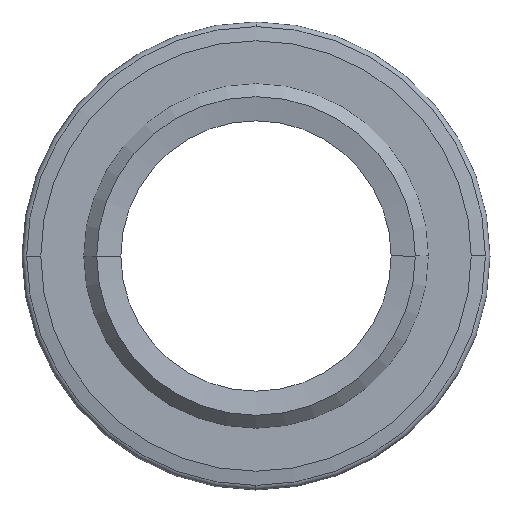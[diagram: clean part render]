
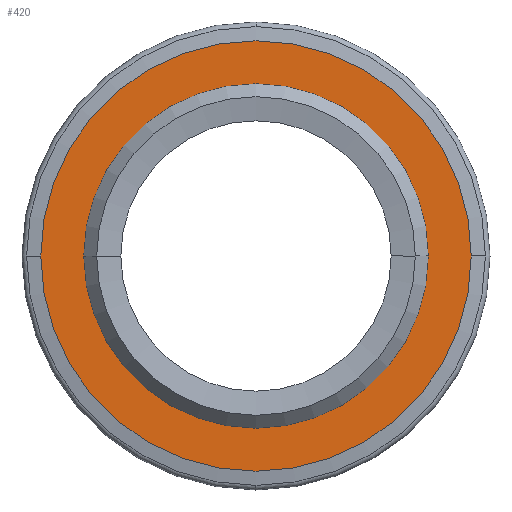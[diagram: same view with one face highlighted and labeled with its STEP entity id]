
A CAD part, left-side view. The second image highlights one B-rep face of the part: STEP entity #420.
In plain terms, the highlighted planar face has unit normal (-1, 0, 0).
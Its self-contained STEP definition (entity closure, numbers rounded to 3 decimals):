
#3 = CARTESIAN_POINT ( 'NONE',  ( 7.483, 10.494, 0. ) ) ;
#10 = CIRCLE ( 'NONE', #534, 11.659 ) ;
#22 = EDGE_CURVE ( 'NONE', #444, #47, #499, .T. ) ;
#44 = CARTESIAN_POINT ( 'NONE',  ( 7.483, 11.659, 0. ) ) ;
#47 = VERTEX_POINT ( 'NONE', #425 ) ;
#126 = DIRECTION ( 'NONE',  ( 0., 1., 0. ) ) ;
#148 = AXIS2_PLACEMENT_3D ( 'NONE', #219, #638, #423 ) ;
#156 = DIRECTION ( 'NONE',  ( -1., 0., 0. ) ) ;
#219 = CARTESIAN_POINT ( 'NONE',  ( 7.483, 0., 0. ) ) ;
#235 = ORIENTED_EDGE ( 'NONE', *, *, #244, .T. ) ;
#244 = EDGE_CURVE ( 'NONE', #568, #381, #10, .T. ) ;
#309 = EDGE_LOOP ( 'NONE', ( #358, #235 ) ) ;
#329 = AXIS2_PLACEMENT_3D ( 'NONE', #481, #591, #126 ) ;
#337 = AXIS2_PLACEMENT_3D ( 'NONE', #3, #156, #364 ) ;
#358 = ORIENTED_EDGE ( 'NONE', *, *, #609, .T. ) ;
#364 = DIRECTION ( 'NONE',  ( 0., 1., 0. ) ) ;
#368 = FACE_BOUND ( 'NONE', #377, .T. ) ;
#377 = EDGE_LOOP ( 'NONE', ( #528, #553 ) ) ;
#381 = VERTEX_POINT ( 'NONE', #44 ) ;
#405 = FACE_OUTER_BOUND ( 'NONE', #309, .T. ) ;
#408 = DIRECTION ( 'NONE',  ( -1., 0., 0. ) ) ;
#420 = ADVANCED_FACE ( 'NONE', ( #405, #368 ), #469, .T. ) ;
#423 = DIRECTION ( 'NONE',  ( 0., 1., 0. ) ) ;
#425 = CARTESIAN_POINT ( 'NONE',  ( 7.483, -9.328, 0. ) ) ;
#444 = VERTEX_POINT ( 'NONE', #628 ) ;
#469 = PLANE ( 'NONE',  #337 ) ;
#480 = AXIS2_PLACEMENT_3D ( 'NONE', #665, #408, #678 ) ;
#481 = CARTESIAN_POINT ( 'NONE',  ( 7.483, 0., 0. ) ) ;
#499 = CIRCLE ( 'NONE', #480, 9.328 ) ;
#522 = CARTESIAN_POINT ( 'NONE',  ( 7.483, -11.659, 0. ) ) ;
#528 = ORIENTED_EDGE ( 'NONE', *, *, #22, .F. ) ;
#534 = AXIS2_PLACEMENT_3D ( 'NONE', #601, #535, #647 ) ;
#535 = DIRECTION ( 'NONE',  ( -1., 0., 0. ) ) ;
#553 = ORIENTED_EDGE ( 'NONE', *, *, #588, .F. ) ;
#568 = VERTEX_POINT ( 'NONE', #522 ) ;
#588 = EDGE_CURVE ( 'NONE', #47, #444, #641, .T. ) ;
#591 = DIRECTION ( 'NONE',  ( -1., 0., 0. ) ) ;
#601 = CARTESIAN_POINT ( 'NONE',  ( 7.483, 0., 0. ) ) ;
#609 = EDGE_CURVE ( 'NONE', #381, #568, #615, .T. ) ;
#615 = CIRCLE ( 'NONE', #329, 11.659 ) ;
#628 = CARTESIAN_POINT ( 'NONE',  ( 7.483, 9.328, 0. ) ) ;
#638 = DIRECTION ( 'NONE',  ( -1., 0., 0. ) ) ;
#641 = CIRCLE ( 'NONE', #148, 9.328 ) ;
#647 = DIRECTION ( 'NONE',  ( 0., 1., 0. ) ) ;
#665 = CARTESIAN_POINT ( 'NONE',  ( 7.483, 0., 0. ) ) ;
#678 = DIRECTION ( 'NONE',  ( 0., 1., 0. ) ) ;
